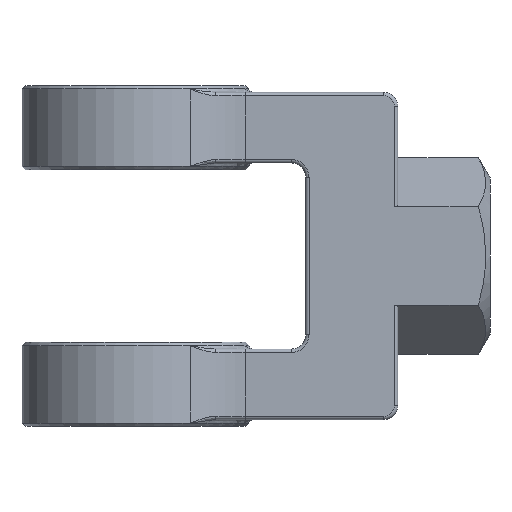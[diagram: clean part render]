
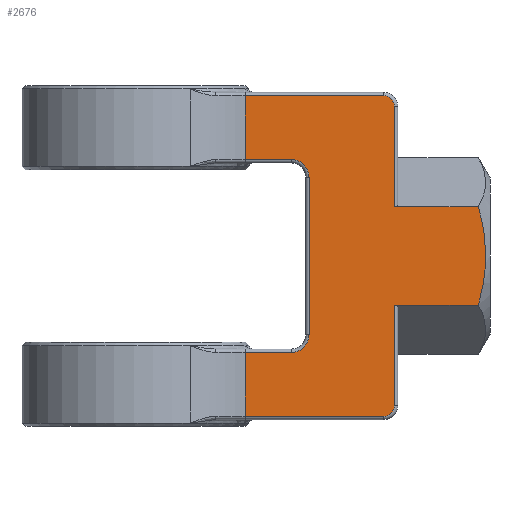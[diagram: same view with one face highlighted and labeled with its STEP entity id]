
A CAD part, front view. The second image highlights one B-rep face of the part: STEP entity #2676.
In plain terms, the highlighted planar face has unit normal (0, -1, 0).
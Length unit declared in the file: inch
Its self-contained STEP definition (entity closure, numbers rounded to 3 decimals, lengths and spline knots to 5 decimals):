
#763=DIRECTION('',(-1.,0.,0.));
#764=VECTOR('',#763,0.73943);
#765=CARTESIAN_POINT('',(3.02193,-0.75,0.43301));
#766=LINE('',#765,#764);
#780=CARTESIAN_POINT('',(3.02193,-0.75,0.43301));
#785=DIRECTION('',(-1.,0.,0.));
#786=VECTOR('',#785,1.21925);
#787=CARTESIAN_POINT('',(2.1875,-0.75,1.4125));
#788=LINE('',#787,#786);
#792=CARTESIAN_POINT('',(2.1875,-0.75,1.3175));
#793=DIRECTION('',(0.,-1.,0.));
#794=DIRECTION('',(1.,0.,0.));
#795=AXIS2_PLACEMENT_3D('',#792,#793,#794);
#800=DIRECTION('',(0.,0.,1.));
#801=VECTOR('',#800,0.88449);
#802=CARTESIAN_POINT('',(2.2825,-0.75,0.43301));
#803=LINE('',#802,#801);
#807=CARTESIAN_POINT('',(3.02193,-0.75,0.43301));
#808=CARTESIAN_POINT('',(3.03296,-0.75,0.39478));
#809=CARTESIAN_POINT('',(3.05243,-0.75,0.31967));
#810=CARTESIAN_POINT('',(3.07318,-0.75,0.21239));
#811=CARTESIAN_POINT('',(3.08602,-0.75,0.1061));
#812=CARTESIAN_POINT('',(3.09037,-0.75,-0.00006));
#813=CARTESIAN_POINT('',(3.08601,-0.75,-0.10621));
#814=CARTESIAN_POINT('',(3.07316,-0.75,-0.21249));
#815=CARTESIAN_POINT('',(3.05242,-0.75,-0.31969));
#816=CARTESIAN_POINT('',(3.03296,-0.75,-0.39479));
#817=CARTESIAN_POINT('',(3.02193,-0.75,-0.43301));
#822=DIRECTION('',(0.,0.,1.));
#823=VECTOR('',#822,0.88449);
#824=CARTESIAN_POINT('',(2.2825,-0.75,-1.3175));
#825=LINE('',#824,#823);
#829=CARTESIAN_POINT('',(2.1875,-0.75,-1.3175));
#830=DIRECTION('',(0.,-1.,0.));
#831=DIRECTION('',(0.,0.,-1.));
#832=AXIS2_PLACEMENT_3D('',#829,#830,#831);
#837=DIRECTION('',(1.,0.,0.));
#838=VECTOR('',#837,1.21925);
#839=CARTESIAN_POINT('',(0.96825,-0.75,-1.4125));
#840=LINE('',#839,#838);
#844=DIRECTION('',(0.,0.,-1.));
#845=VECTOR('',#844,0.5625);
#846=CARTESIAN_POINT('',(0.96825,-0.75,-0.85));
#847=LINE('',#846,#845);
#851=DIRECTION('',(-1.,0.,0.));
#852=VECTOR('',#851,0.40675);
#853=CARTESIAN_POINT('',(1.375,-0.75,-0.85));
#854=LINE('',#853,#852);
#858=CARTESIAN_POINT('',(1.375,-0.75,-0.695));
#859=DIRECTION('',(0.,1.,0.));
#860=DIRECTION('',(1.,0.,0.));
#861=AXIS2_PLACEMENT_3D('',#858,#859,#860);
#866=DIRECTION('',(0.,0.,-1.));
#867=VECTOR('',#866,1.39);
#868=CARTESIAN_POINT('',(1.53,-0.75,0.695));
#869=LINE('',#868,#867);
#873=CARTESIAN_POINT('',(1.375,-0.75,0.695));
#874=DIRECTION('',(0.,1.,0.));
#875=DIRECTION('',(0.,0.,1.));
#876=AXIS2_PLACEMENT_3D('',#873,#874,#875);
#881=DIRECTION('',(1.,0.,0.));
#882=VECTOR('',#881,0.40675);
#883=CARTESIAN_POINT('',(0.96825,-0.75,0.85));
#884=LINE('',#883,#882);
#888=DIRECTION('',(0.,0.,-1.));
#889=VECTOR('',#888,0.5625);
#890=CARTESIAN_POINT('',(0.96825,-0.75,1.4125));
#891=LINE('',#890,#889);
#1452=DIRECTION('',(1.,0.,0.));
#1453=VECTOR('',#1452,0.73943);
#1454=CARTESIAN_POINT('',(2.2825,-0.75,-0.43301));
#1455=LINE('',#1454,#1453);
#1459=CARTESIAN_POINT('',(3.02193,-0.75,-0.43301));
#1812=VERTEX_POINT('',#780);
#1816=VERTEX_POINT('',#1459);
#1953=CARTESIAN_POINT('',(2.1875,-0.75,1.4125));
#1954=CARTESIAN_POINT('',(0.96825,-0.75,1.4125));
#1955=VERTEX_POINT('',#1953);
#1956=VERTEX_POINT('',#1954);
#1961=CARTESIAN_POINT('',(2.2825,-0.75,1.3175));
#1962=VERTEX_POINT('',#1961);
#1965=CARTESIAN_POINT('',(2.2825,-0.75,0.43301));
#1966=VERTEX_POINT('',#1965);
#1969=CARTESIAN_POINT('',(2.1875,-0.75,-1.4125));
#1970=CARTESIAN_POINT('',(2.2825,-0.75,-1.3175));
#1971=VERTEX_POINT('',#1969);
#1972=VERTEX_POINT('',#1970);
#1977=CARTESIAN_POINT('',(0.96825,-0.75,-1.4125));
#1978=VERTEX_POINT('',#1977);
#1981=CARTESIAN_POINT('',(1.375,-0.75,-0.85));
#1982=CARTESIAN_POINT('',(0.96825,-0.75,-0.85));
#1983=VERTEX_POINT('',#1981);
#1984=VERTEX_POINT('',#1982);
#1989=CARTESIAN_POINT('',(1.53,-0.75,-0.695));
#1990=VERTEX_POINT('',#1989);
#1993=CARTESIAN_POINT('',(1.53,-0.75,0.695));
#1994=VERTEX_POINT('',#1993);
#1997=CARTESIAN_POINT('',(1.375,-0.75,0.85));
#1998=VERTEX_POINT('',#1997);
#2001=CARTESIAN_POINT('',(0.96825,-0.75,0.85));
#2002=VERTEX_POINT('',#2001);
#2011=CARTESIAN_POINT('',(2.2825,-0.75,-0.43301));
#2012=VERTEX_POINT('',#2011);
#2639=CARTESIAN_POINT('',(0.,-0.75,0.));
#2640=DIRECTION('',(0.,1.,0.));
#2641=DIRECTION('',(1.,0.,0.));
#2642=AXIS2_PLACEMENT_3D('',#2639,#2640,#2641);
#2643=PLANE('',#2642);
#2645=ORIENTED_EDGE('',*,*,#2644,.F.);
#2647=ORIENTED_EDGE('',*,*,#2646,.F.);
#2649=ORIENTED_EDGE('',*,*,#2648,.F.);
#2650=ORIENTED_EDGE('',*,*,#2628,.F.);
#2652=ORIENTED_EDGE('',*,*,#2651,.T.);
#2654=ORIENTED_EDGE('',*,*,#2653,.F.);
#2656=ORIENTED_EDGE('',*,*,#2655,.F.);
#2658=ORIENTED_EDGE('',*,*,#2657,.F.);
#2660=ORIENTED_EDGE('',*,*,#2659,.F.);
#2661=ORIENTED_EDGE('',*,*,#2273,.F.);
#2663=ORIENTED_EDGE('',*,*,#2662,.F.);
#2665=ORIENTED_EDGE('',*,*,#2664,.F.);
#2667=ORIENTED_EDGE('',*,*,#2666,.F.);
#2669=ORIENTED_EDGE('',*,*,#2668,.F.);
#2671=ORIENTED_EDGE('',*,*,#2670,.F.);
#2673=ORIENTED_EDGE('',*,*,#2672,.F.);
#2674=EDGE_LOOP('',(#2645,#2647,#2649,#2650,#2652,#2654,#2656,#2658,#2660,#2661,
#2663,#2665,#2667,#2669,#2671,#2673));
#2675=FACE_OUTER_BOUND('',#2674,.F.);
#2676=ADVANCED_FACE('',(#2675),#2643,.F.);
#796=CIRCLE('',#795,0.095);
#818=B_SPLINE_CURVE_WITH_KNOTS('',3,(#807,#808,#809,#810,#811,#812,#813,#814,
#815,#816,#817),.UNSPECIFIED.,.F.,.F.,(4,1,1,1,1,1,1,1,4),(0.,0.125,0.25,
0.375,0.5,0.625,0.75,0.875,1.),.UNSPECIFIED.);
#833=CIRCLE('',#832,0.095);
#862=CIRCLE('',#861,0.155);
#877=CIRCLE('',#876,0.155);
#2273=EDGE_CURVE('',#1984,#1978,#847,.T.);
#2628=EDGE_CURVE('',#1812,#1966,#766,.T.);
#2644=EDGE_CURVE('',#1955,#1956,#788,.T.);
#2646=EDGE_CURVE('',#1962,#1955,#796,.T.);
#2648=EDGE_CURVE('',#1966,#1962,#803,.T.);
#2651=EDGE_CURVE('',#1812,#1816,#818,.T.);
#2653=EDGE_CURVE('',#2012,#1816,#1455,.T.);
#2655=EDGE_CURVE('',#1972,#2012,#825,.T.);
#2657=EDGE_CURVE('',#1971,#1972,#833,.T.);
#2659=EDGE_CURVE('',#1978,#1971,#840,.T.);
#2662=EDGE_CURVE('',#1983,#1984,#854,.T.);
#2664=EDGE_CURVE('',#1990,#1983,#862,.T.);
#2666=EDGE_CURVE('',#1994,#1990,#869,.T.);
#2668=EDGE_CURVE('',#1998,#1994,#877,.T.);
#2670=EDGE_CURVE('',#2002,#1998,#884,.T.);
#2672=EDGE_CURVE('',#1956,#2002,#891,.T.);
